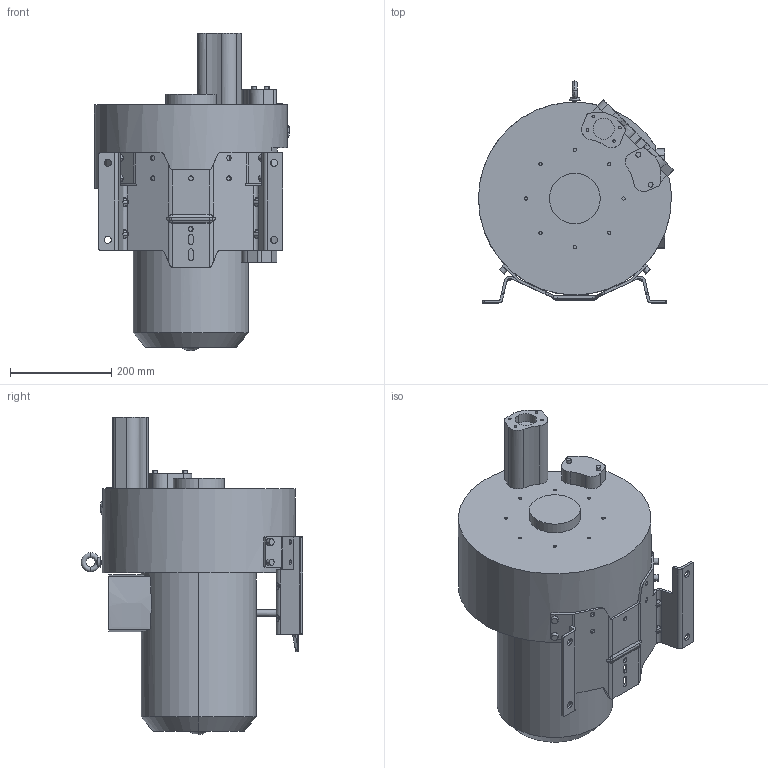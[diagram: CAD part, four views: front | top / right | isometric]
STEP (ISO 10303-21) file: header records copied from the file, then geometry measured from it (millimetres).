
FILE_DESCRIPTION(/* description */ (''),/* implementation_level */ '2;1');
FILE_NAME(/* name */ '4RB 520-0AP71-1-60HZ.stp',/* time_stamp */ '2025-12-16T13:24:21+08:00',/* author */ (''),/* organization */ (''),/* preprocessor_version */ 'ST-DEVELOPER v16',/* originating_system */ 'SIEMENS PLM Software NX 11.0',/* authorisation */ '');
FILE_SCHEMA (('AUTOMOTIVE_DESIGN { 1 0 10303 214 3 1 1 1 }'));
Length unit declared in the file: millimetre
Products named in the file (1): Admi35C4A358c61h
Bounding box: 384.84 x 437.84 x 626.03 mm (x, y, z)
Volume: 33919393.5 mm3; surface area: 974337.7 mm2
Topology: 1 solids, 1 shells, 575 faces, 1653 edges, 1116 vertices
Faces by surface type: cylinder 263, plane 196, bspline 66, extrusion 24, torus 14, sphere 6, cone 6
Entity records: 24470 total; most frequent: CARTESIAN_POINT 9645, ORIENTED_EDGE 3298, DIRECTION 2922, EDGE_CURVE 1649, AXIS2_PLACEMENT_3D 1136, VERTEX_POINT 1116, VECTOR 650, EDGE_LOOP 643
